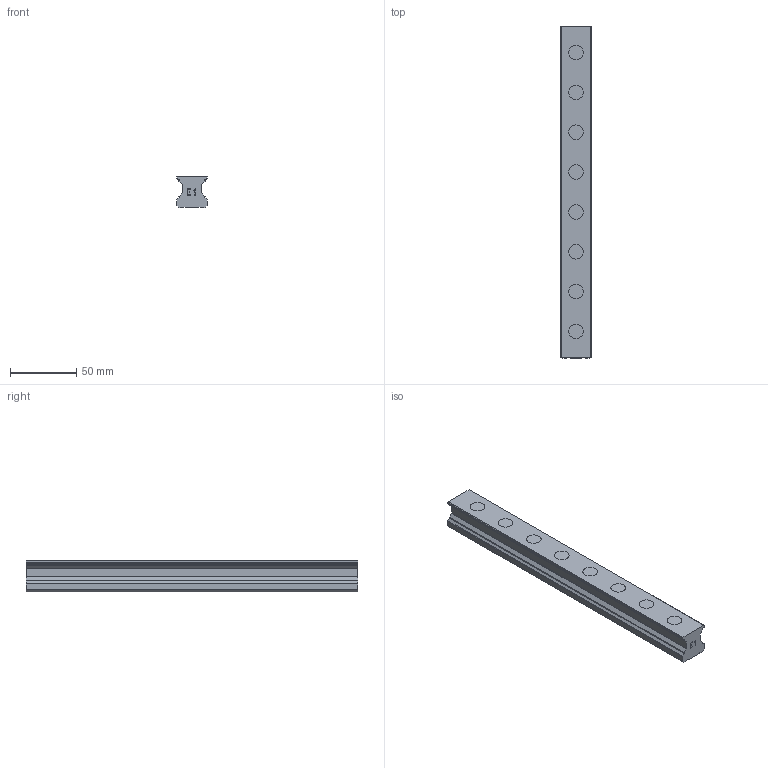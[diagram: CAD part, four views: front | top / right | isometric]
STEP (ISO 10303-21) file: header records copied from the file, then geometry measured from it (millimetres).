
FILE_DESCRIPTION(('STEP AP214'),'1');
FILE_NAME('cctmp_80C2EC07-14C6-4390-BDF9-FBB1C4409390_2021_03_11_09_26_46_0311..stp','2021-03-11T08:26:46',('HIWIN GmbH'),('CADClick - www.CADClick.com'),'Spatial InterOp 3D',' ','unknown authorization');
FILE_SCHEMA(('AUTOMOTIVE_DESIGN'));
Length unit declared in the file: millimetre
Products named in the file (1): RGR25R250H_FILE
Bounding box: 23 x 250 x 23.6 mm (x, y, z)
Volume: 100698.3 mm3; surface area: 31602 mm2
Topology: 1 solids, 1 shells, 189 faces, 477 edges, 318 vertices
Faces by surface type: plane 123, cylinder 66
Entity records: 7219 total; most frequent: DIRECTION 989, CARTESIAN_POINT 985, ORIENTED_EDGE 954, EDGE_CURVE 477, LINE 345, VECTOR 345, AXIS2_PLACEMENT_3D 322, VERTEX_POINT 318
